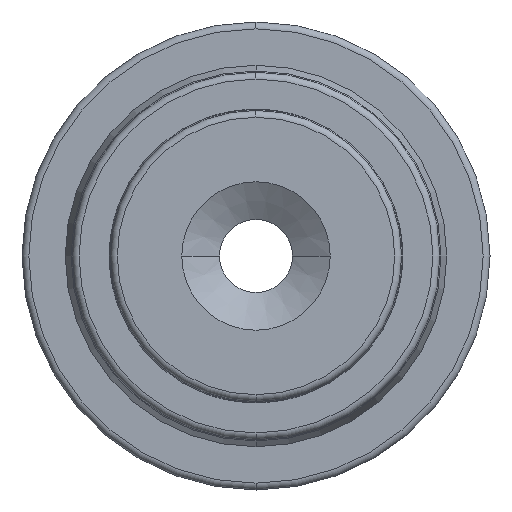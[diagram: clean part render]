
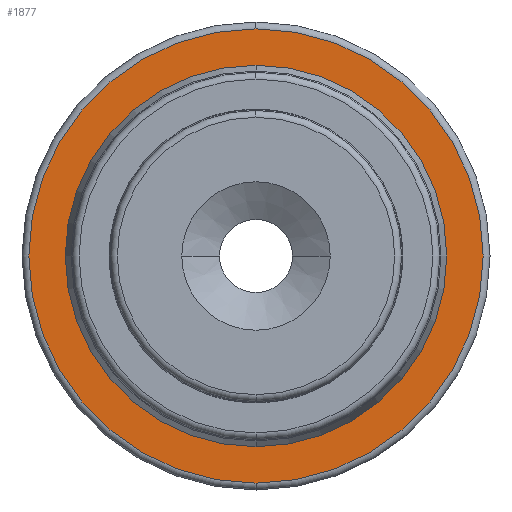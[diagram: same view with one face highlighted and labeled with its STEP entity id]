
A CAD part, front view. The second image highlights one B-rep face of the part: STEP entity #1877.
In plain terms, the highlighted planar face has unit normal (0, -1, 0).
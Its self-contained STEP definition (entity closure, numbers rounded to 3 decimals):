
#651=CARTESIAN_POINT('',(0.,-1.1,0.));
#652=DIRECTION('',(0.,1.,0.));
#653=DIRECTION('',(0.,0.,1.));
#654=AXIS2_PLACEMENT_3D('',#651,#652,#653);
#656=CARTESIAN_POINT('',(0.,-1.1,0.));
#657=DIRECTION('',(0.,1.,0.));
#658=DIRECTION('',(0.,0.,-1.));
#659=AXIS2_PLACEMENT_3D('',#656,#657,#658);
#661=CARTESIAN_POINT('',(0.,-1.1,0.));
#662=DIRECTION('',(0.,-1.,0.));
#663=DIRECTION('',(0.,0.,-1.));
#664=AXIS2_PLACEMENT_3D('',#661,#662,#663);
#666=CARTESIAN_POINT('',(0.,-1.1,0.));
#667=DIRECTION('',(0.,-1.,0.));
#668=DIRECTION('',(0.,0.,1.));
#669=AXIS2_PLACEMENT_3D('',#666,#667,#668);
#1174=CARTESIAN_POINT('',(0.,-1.1,9.95));
#1175=CARTESIAN_POINT('',(0.,-1.1,-9.95));
#1176=VERTEX_POINT('',#1174);
#1177=VERTEX_POINT('',#1175);
#1210=CARTESIAN_POINT('',(0.,-1.1,-8.355));
#1211=CARTESIAN_POINT('',(0.,-1.1,8.355));
#1212=VERTEX_POINT('',#1210);
#1213=VERTEX_POINT('',#1211);
#1862=CARTESIAN_POINT('',(0.,-1.1,0.));
#1863=DIRECTION('',(0.,-1.,0.));
#1864=DIRECTION('',(0.,0.,1.));
#1865=AXIS2_PLACEMENT_3D('',#1862,#1863,#1864);
#1866=PLANE('',#1865);
#1867=ORIENTED_EDGE('',*,*,#1829,.T.);
#1868=ORIENTED_EDGE('',*,*,#1844,.T.);
#1869=EDGE_LOOP('',(#1867,#1868));
#1870=FACE_OUTER_BOUND('',#1869,.F.);
#1872=ORIENTED_EDGE('',*,*,#1871,.T.);
#1874=ORIENTED_EDGE('',*,*,#1873,.T.);
#1875=EDGE_LOOP('',(#1872,#1874));
#1876=FACE_BOUND('',#1875,.F.);
#655=CIRCLE('',#654,9.95);
#660=CIRCLE('',#659,9.95);
#665=CIRCLE('',#664,8.355);
#670=CIRCLE('',#669,8.355);
#1829=EDGE_CURVE('',#1176,#1177,#655,.T.);
#1844=EDGE_CURVE('',#1177,#1176,#660,.T.);
#1871=EDGE_CURVE('',#1212,#1213,#665,.T.);
#1873=EDGE_CURVE('',#1213,#1212,#670,.T.);
#1877=ADVANCED_FACE('',(#1870,#1876),#1866,.T.);
